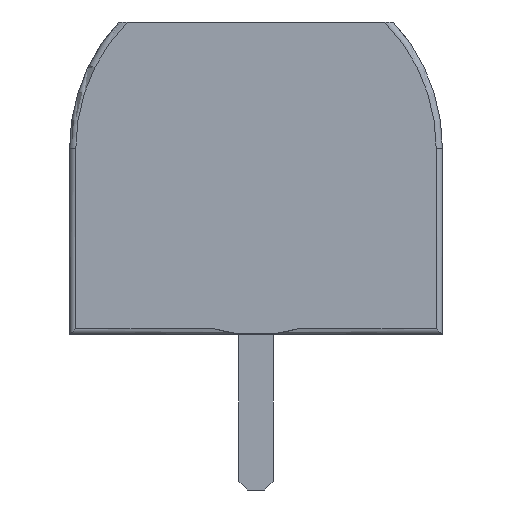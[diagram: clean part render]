
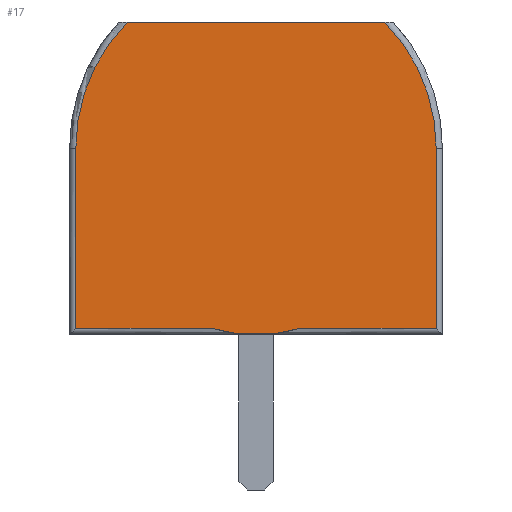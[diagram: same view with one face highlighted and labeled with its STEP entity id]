
A CAD part, left-side view. The second image highlights one B-rep face of the part: STEP entity #17.
In plain terms, the highlighted planar face has unit normal (-1, 0, 0).
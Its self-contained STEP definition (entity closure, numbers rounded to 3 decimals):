
#13=DIRECTION('',(0.,0.,1.));
#17=ADVANCED_FACE('',(#18),#73,.T.);
#18=FACE_BOUND('',#19,.T.);
#19=EDGE_LOOP('',(#20,#30,#37,#45,#53,#57,#64,#68));
#20=ORIENTED_EDGE('',*,*,#21,.F.);
#21=EDGE_CURVE('',#22,#24,#26,.T.);
#22=VERTEX_POINT('',#23);
#23=CARTESIAN_POINT('',(-0.25,-5.8,0.2));
#24=VERTEX_POINT('',#25);
#25=CARTESIAN_POINT('',(-0.25,-1.404,0.2));
#26=LINE('',#27,#28);
#27=CARTESIAN_POINT('',(-0.25,-6.,0.2));
#28=VECTOR('',#29,1.);
#29=DIRECTION('',(0.,1.,0.));
#30=ORIENTED_EDGE('',*,*,#31,.F.);
#31=EDGE_CURVE('',#32,#22,#34,.T.);
#32=VERTEX_POINT('',#33);
#33=CARTESIAN_POINT('',(-0.25,-5.8,6.));
#34=LINE('',#33,#35);
#35=VECTOR('',#36,1.);
#36=DIRECTION('',(0.,0.,-1.));
#37=ORIENTED_EDGE('',*,*,#38,.F.);
#38=EDGE_CURVE('',#39,#32,#41,.T.);
#39=VERTEX_POINT('',#40);
#40=CARTESIAN_POINT('',(-0.25,-4.142,10.06));
#41=CIRCLE('',#42,5.8);
#42=AXIS2_PLACEMENT_3D('',#43,#44,#29);
#43=CARTESIAN_POINT('',(-0.25,0.,6.));
#44=DIRECTION('',(1.,0.,0.));
#45=ORIENTED_EDGE('',*,*,#46,.T.);
#46=EDGE_CURVE('',#39,#47,#49,.T.);
#47=VERTEX_POINT('',#48);
#48=CARTESIAN_POINT('',(-0.25,4.142,10.06));
#49=LINE('',#50,#51);
#50=CARTESIAN_POINT('',(-0.25,-3.,10.06));
#51=VECTOR('',#52,1.);
#52=DIRECTION('',(0.,1.,0.));
#53=ORIENTED_EDGE('',*,*,#54,.F.);
#54=EDGE_CURVE('',#55,#47,#41,.T.);
#55=VERTEX_POINT('',#56);
#56=CARTESIAN_POINT('',(-0.25,5.8,6.));
#57=ORIENTED_EDGE('',*,*,#58,.F.);
#58=EDGE_CURVE('',#59,#55,#61,.T.);
#59=VERTEX_POINT('',#60);
#60=CARTESIAN_POINT('',(-0.25,5.8,0.2));
#61=LINE('',#62,#63);
#62=CARTESIAN_POINT('',(-0.25,5.8,0.));
#63=VECTOR('',#13,1.);
#64=ORIENTED_EDGE('',*,*,#65,.F.);
#65=EDGE_CURVE('',#66,#59,#26,.T.);
#66=VERTEX_POINT('',#67);
#67=CARTESIAN_POINT('',(-0.25,1.404,0.2));
#68=ORIENTED_EDGE('',*,*,#69,.F.);
#69=EDGE_CURVE('',#24,#66,#70,.T.);
#70=CIRCLE('',#71,5.03);
#71=AXIS2_PLACEMENT_3D('',#72,#44,#29);
#72=CARTESIAN_POINT('',(-0.25,0.,5.03));
#73=PLANE('',#74);
#74=AXIS2_PLACEMENT_3D('',#75,#76,#77);
#75=CARTESIAN_POINT('',(-0.25,0.,4.937));
#76=DIRECTION('',(-1.,0.,0.));
#77=DIRECTION('',(0.,0.,-1.));
